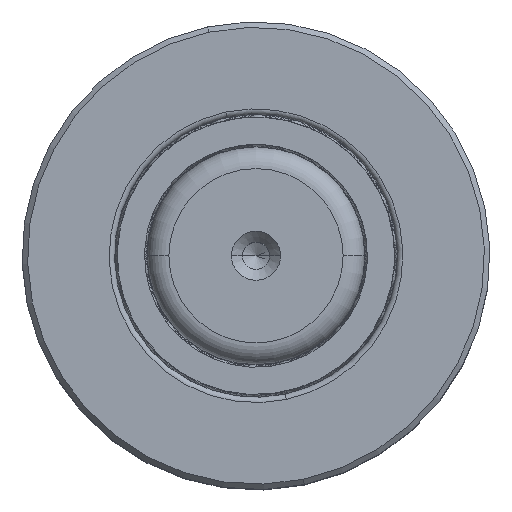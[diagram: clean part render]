
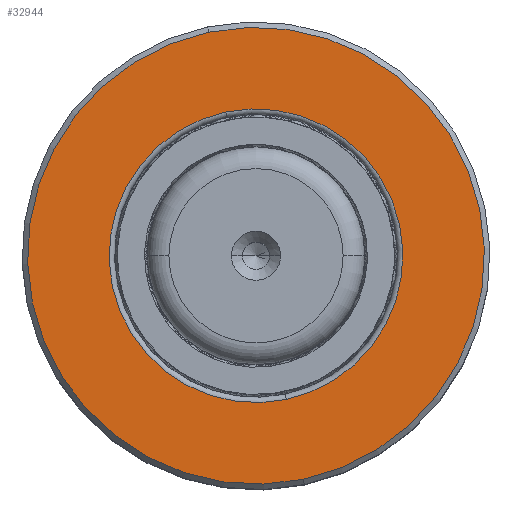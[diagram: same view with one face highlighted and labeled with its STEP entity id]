
A CAD part, top view. The second image highlights one B-rep face of the part: STEP entity #32944.
In plain terms, the highlighted face is planar.
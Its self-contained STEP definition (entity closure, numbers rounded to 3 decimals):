
#374 = CARTESIAN_POINT ( 'NONE',  ( 0., 15.687, 13.5 ) ) ;
#1375 = EDGE_CURVE ( 'NONE', #31858, #17175, #34447, .T. ) ;
#1694 = AXIS2_PLACEMENT_3D ( 'NONE', #12081, #9251, #8746 ) ;
#1736 = CARTESIAN_POINT ( 'NONE',  ( 0., 15.687, 0. ) ) ;
#1799 = ORIENTED_EDGE ( 'NONE', *, *, #6457, .F. ) ;
#2590 = EDGE_LOOP ( 'NONE', ( #10777, #30190 ) ) ;
#3614 = VERTEX_POINT ( 'NONE', #15183 ) ;
#4499 = CARTESIAN_POINT ( 'NONE',  ( 0., 15.687, -13.5 ) ) ;
#6457 = EDGE_CURVE ( 'NONE', #20306, #3614, #33892, .T. ) ;
#6695 = PLANE ( 'NONE',  #23315 ) ;
#7052 = DIRECTION ( 'NONE',  ( 0., 1., 0. ) ) ;
#8603 = DIRECTION ( 'NONE',  ( 0., 0., -1. ) ) ;
#8746 = DIRECTION ( 'NONE',  ( 0., 0., -1. ) ) ;
#9251 = DIRECTION ( 'NONE',  ( 0., -1., 0. ) ) ;
#9544 = CARTESIAN_POINT ( 'NONE',  ( 0., 15.687, 0. ) ) ;
#9977 = EDGE_LOOP ( 'NONE', ( #1799, #23726 ) ) ;
#10777 = ORIENTED_EDGE ( 'NONE', *, *, #1375, .T. ) ;
#12081 = CARTESIAN_POINT ( 'NONE',  ( 0., 15.687, 0. ) ) ;
#12119 = DIRECTION ( 'NONE',  ( 0., 0., -1. ) ) ;
#12915 = DIRECTION ( 'NONE',  ( 0., -1., 0. ) ) ;
#15183 = CARTESIAN_POINT ( 'NONE',  ( 0., 15.687, 21. ) ) ;
#16627 = FACE_OUTER_BOUND ( 'NONE', #9977, .T. ) ;
#17175 = VERTEX_POINT ( 'NONE', #374 ) ;
#17239 = CARTESIAN_POINT ( 'NONE',  ( 0., 15.687, 0. ) ) ;
#20306 = VERTEX_POINT ( 'NONE', #27992 ) ;
#20845 = DIRECTION ( 'NONE',  ( 0., -1., 0. ) ) ;
#20847 = CARTESIAN_POINT ( 'NONE',  ( 21., 15.687, 0. ) ) ;
#20855 = EDGE_CURVE ( 'NONE', #3614, #20306, #26047, .T. ) ;
#21415 = DIRECTION ( 'NONE',  ( 0., 0., -1. ) ) ;
#23315 = AXIS2_PLACEMENT_3D ( 'NONE', #20847, #7052, #29218 ) ;
#23433 = CIRCLE ( 'NONE', #28157, 13.5 ) ;
#23726 = ORIENTED_EDGE ( 'NONE', *, *, #20855, .F. ) ;
#23770 = EDGE_CURVE ( 'NONE', #17175, #31858, #23433, .T. ) ;
#26047 = CIRCLE ( 'NONE', #1694, 21. ) ;
#27992 = CARTESIAN_POINT ( 'NONE',  ( 0., 15.687, -21. ) ) ;
#28157 = AXIS2_PLACEMENT_3D ( 'NONE', #17239, #28808, #8603 ) ;
#28574 = AXIS2_PLACEMENT_3D ( 'NONE', #1736, #12915, #21415 ) ;
#28808 = DIRECTION ( 'NONE',  ( 0., -1., 0. ) ) ;
#29218 = DIRECTION ( 'NONE',  ( 0., 0., 1. ) ) ;
#30190 = ORIENTED_EDGE ( 'NONE', *, *, #23770, .T. ) ;
#31858 = VERTEX_POINT ( 'NONE', #4499 ) ;
#32701 = AXIS2_PLACEMENT_3D ( 'NONE', #9544, #20845, #12119 ) ;
#32944 = ADVANCED_FACE ( 'NONE', ( #34267, #16627 ), #6695, .T. ) ;
#33892 = CIRCLE ( 'NONE', #32701, 21. ) ;
#34267 = FACE_BOUND ( 'NONE', #2590, .T. ) ;
#34447 = CIRCLE ( 'NONE', #28574, 13.5 ) ;
